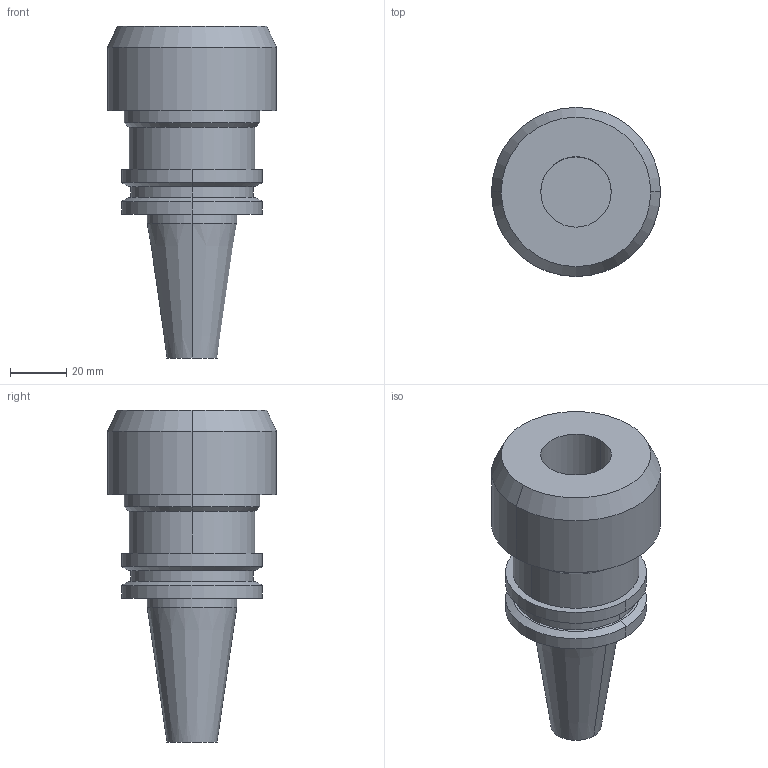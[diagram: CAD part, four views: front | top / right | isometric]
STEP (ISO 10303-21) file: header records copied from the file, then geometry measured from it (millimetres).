
FILE_DESCRIPTION (( 'STEP AP203' ), '1' );
FILE_NAME ('STP-SANT-54300130.STEP', '2021-05-14T03:45:33', ( '' ), ( '' ), 'SwSTEP 2.0', 'SolidWorks 2017', '' );
FILE_SCHEMA (( 'CONFIG_CONTROL_DESIGN' ));
Length unit declared in the file: millimetre
Products named in the file (1): STP-SANT-54300130
Bounding box: 60 x 60 x 117.8 mm (x, y, z)
Volume: 142181.8 mm3; surface area: 26303 mm2
Topology: 1 solids, 1 shells, 46 faces, 92 edges, 55 vertices
Faces by surface type: cylinder 22, cone 14, plane 10
Entity records: 1265 total; most frequent: DIRECTION 238, CARTESIAN_POINT 192, ORIENTED_EDGE 180, AXIS2_PLACEMENT_3D 101, EDGE_CURVE 90, VERTEX_POINT 55, EDGE_LOOP 55, CIRCLE 54
